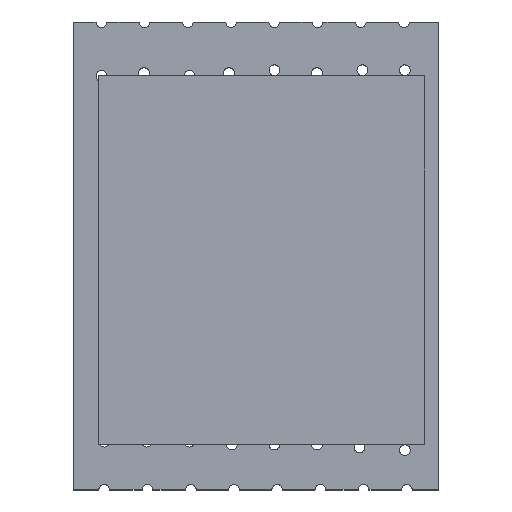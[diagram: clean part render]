
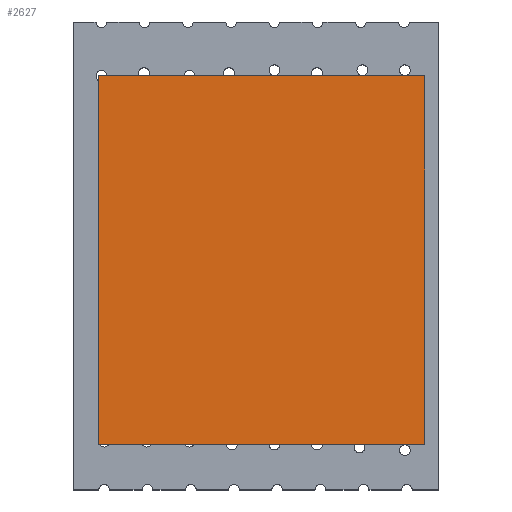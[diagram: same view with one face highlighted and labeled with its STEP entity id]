
A CAD part, top view. The second image highlights one B-rep face of the part: STEP entity #2627.
In plain terms, the highlighted planar face has unit normal (0, 0, 1).
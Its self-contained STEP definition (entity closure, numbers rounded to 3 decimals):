
#2498 = VERTEX_POINT('',#2499);
#2499 = CARTESIAN_POINT('',(0.,0.,0.8));
#2514 = VERTEX_POINT('',#2515);
#2515 = CARTESIAN_POINT('',(0.,11.5,0.8));
#2521 = EDGE_CURVE('',#2498,#2514,#2522,.T.);
#2522 = LINE('',#2523,#2524);
#2523 = CARTESIAN_POINT('',(0.,0.,0.8));
#2524 = VECTOR('',#2525,1.);
#2525 = DIRECTION('',(0.,1.,0.));
#2538 = VERTEX_POINT('',#2539);
#2539 = CARTESIAN_POINT('',(13.,0.,0.8));
#2554 = VERTEX_POINT('',#2555);
#2555 = CARTESIAN_POINT('',(13.,11.5,0.8));
#2561 = EDGE_CURVE('',#2538,#2554,#2562,.T.);
#2562 = LINE('',#2563,#2564);
#2563 = CARTESIAN_POINT('',(13.,0.,0.8));
#2564 = VECTOR('',#2565,1.);
#2565 = DIRECTION('',(0.,1.,0.));
#2582 = EDGE_CURVE('',#2498,#2538,#2583,.T.);
#2583 = LINE('',#2584,#2585);
#2584 = CARTESIAN_POINT('',(0.,0.,0.8));
#2585 = VECTOR('',#2586,1.);
#2586 = DIRECTION('',(1.,0.,0.));
#2604 = EDGE_CURVE('',#2514,#2554,#2605,.T.);
#2605 = LINE('',#2606,#2607);
#2606 = CARTESIAN_POINT('',(0.,11.5,0.8));
#2607 = VECTOR('',#2608,1.);
#2608 = DIRECTION('',(1.,0.,0.));
#2627 = ADVANCED_FACE('',(#2628),#2634,.T.);
#2628 = FACE_BOUND('',#2629,.T.);
#2629 = EDGE_LOOP('',(#2630,#2631,#2632,#2633));
#2630 = ORIENTED_EDGE('',*,*,#2521,.F.);
#2631 = ORIENTED_EDGE('',*,*,#2582,.T.);
#2632 = ORIENTED_EDGE('',*,*,#2561,.T.);
#2633 = ORIENTED_EDGE('',*,*,#2604,.F.);
#2634 = PLANE('',#2635);
#2635 = AXIS2_PLACEMENT_3D('',#2636,#2637,#2638);
#2636 = CARTESIAN_POINT('',(0.,0.,0.8));
#2637 = DIRECTION('',(0.,0.,1.));
#2638 = DIRECTION('',(1.,0.,0.));
